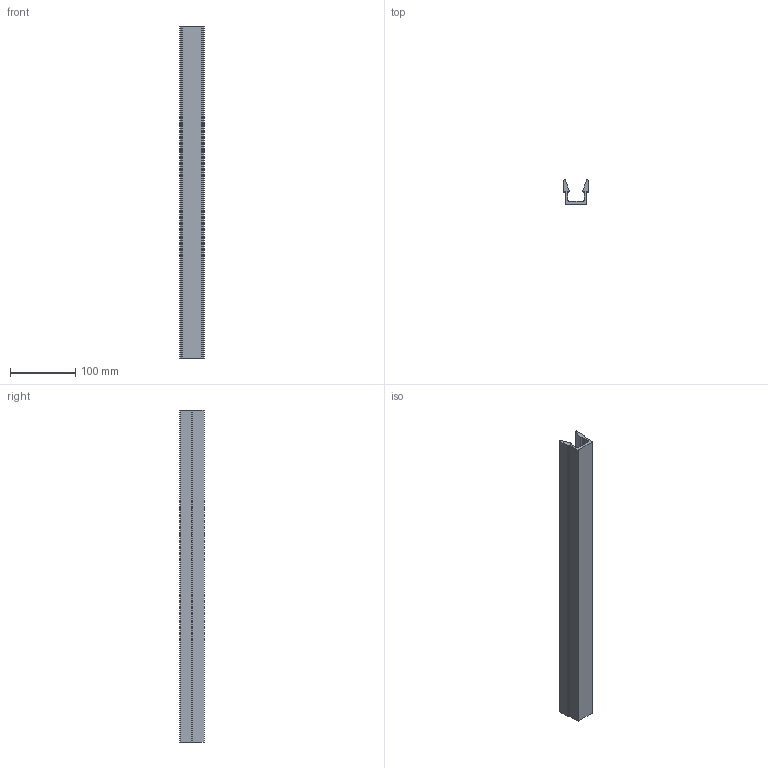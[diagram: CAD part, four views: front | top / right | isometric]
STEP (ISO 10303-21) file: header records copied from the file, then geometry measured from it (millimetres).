
FILE_DESCRIPTION (( 'STEP AP214' ), '1' );
FILE_NAME ('62420_20in.STEP', '2018-12-10T16:44:03', ( 'Mike W' ), ( '' ), 'SwSTEP 2.0', 'SolidWorks 2018', '' );
FILE_SCHEMA (( 'AUTOMOTIVE_DESIGN' ));
Length unit declared in the file: inch
Products named in the file (1): 62420_20in
Bounding box: 37.31 x 38.1 x 508 mm (x, y, z)
Volume: 217680.2 mm3; surface area: 107572.5 mm2
Topology: 1 solids, 1 shells, 34 faces, 96 edges, 64 vertices
Faces by surface type: plane 18, cylinder 16
Entity records: 1152 total; most frequent: DIRECTION 198, CARTESIAN_POINT 195, ORIENTED_EDGE 192, EDGE_CURVE 96, AXIS2_PLACEMENT_3D 67, LINE 64, VECTOR 64, VERTEX_POINT 64
